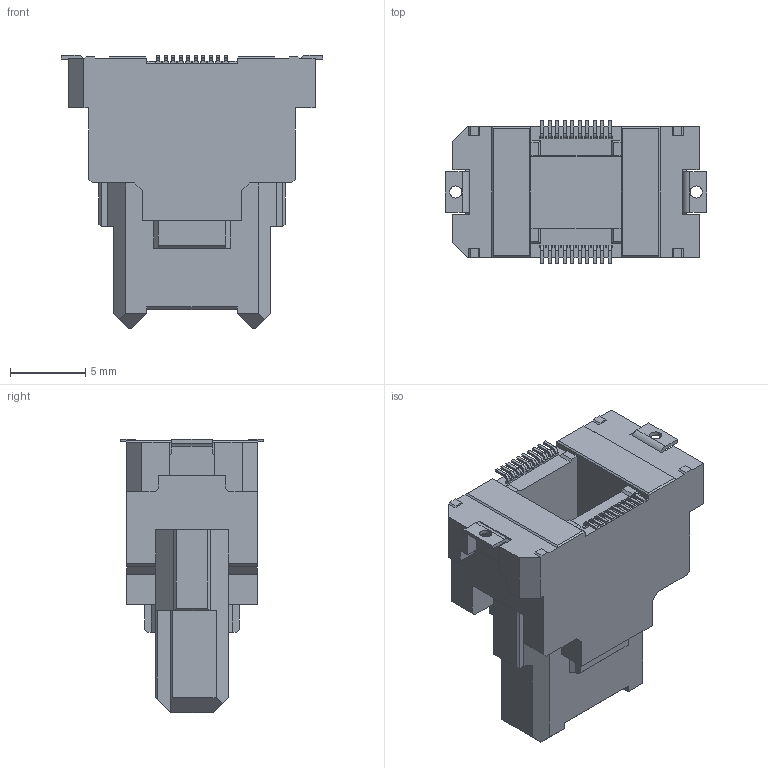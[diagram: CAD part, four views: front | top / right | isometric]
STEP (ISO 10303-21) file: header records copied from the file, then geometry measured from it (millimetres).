
FILE_DESCRIPTION(('CoCreate Modeling STEP Export'),'2;1');
FILE_NAME('FX20-20P-0.5SV20.pkg.stp','2013-05-21T10:22:30',(''),(''),'CoCreate Modeling STEP processor for AP214 (Solid Model)','CoCreate Modeling 17.0 01-Apr-2010 (C) Parametric Technology GmbH','');
FILE_SCHEMA(('AUTOMOTIVE_DESIGN { 1 0 10303 214 1 1 1 1 }'));
Length unit declared in the file: millimetre
Products named in the file (1): 20P-0.5SV20
Bounding box: 17.4 x 9.5 x 18.2 mm (x, y, z)
Volume: 1143.3 mm3; surface area: 1329.1 mm2
Topology: 1 solids, 1 shells, 455 faces, 1275 edges, 842 vertices
Faces by surface type: plane 405, cylinder 50
Entity records: 14397 total; most frequent: CARTESIAN_POINT 2567, ORIENTED_EDGE 2550, DIRECTION 2275, EDGE_CURVE 1275, VECTOR 1175, LINE 1175, VERTEX_POINT 842, AXIS2_PLACEMENT_3D 550
